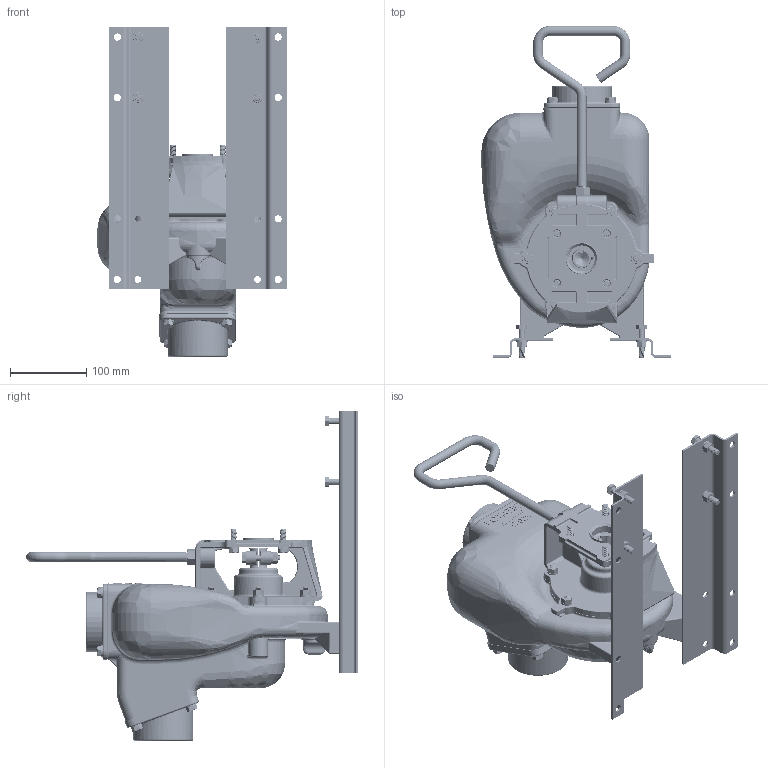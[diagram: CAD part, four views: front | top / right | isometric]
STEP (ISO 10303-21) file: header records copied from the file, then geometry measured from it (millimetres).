
FILE_DESCRIPTION(/* description */ ('2" PUMP HOUSING'),/* implementation_level */ '2;1');
FILE_NAME(/* name */ '200POIV.stp',/* time_stamp */ '2014-10-23T08:43:15-04:00',/* author */ ('mclevenger'),/* organization */ (''),/* preprocessor_version */ 'ST-DEVELOPER v15.2',/* originating_system */ 'Autodesk Inventor 2014',/* authorisation */ '');
FILE_SCHEMA (('AUTOMOTIVE_DESIGN { 1 0 10303 214 3 1 1 }'));
Products named in the file (35): 17026; 17004; V10118; 17040; V10119; 17033; 17011; 17008; 17000; 17002; 17135; 17023A; 17023B; 17029; 17123; 17042; 17006; 17014; 17017X; 17021; 17020; 18016; V07019; V07018; 17017; 17018; 17130; 17009B; 17010; 17019; 17034; 15022; 12777; UV15163V; 200POIV
Bounding box: 247.85 x 434.79 x 431.21 mm (x, y, z)
Volume: 2622722.1 mm3; surface area: 969154.3 mm2
Topology: 87 solids, 90 shells, 7145 faces, 16341 edges, 9374 vertices
Faces by surface type: cylinder 2556, cone 2078, plane 1270, bspline 846, torus 325, sphere 70
Full cylindrical faces by diameter (mm): 4.762 x3, 6.401 x16, 6.858 x2, 7.144 x1, 7.938 x10, 8.731 x8, 8.89 x4, 9.128 x12, 9.525 x18, 9.906 x1, 10.592 x1, 12.7 x7, 13.716 x2, 14.351 x2, 19.152 x1, 25.4 x4, 25.527 x1, 26.987 x1, 28.448 x1, 28.575 x2, 28.702 x1, 31.75 x1, 33.071 x2, 33.337 x2, 34.131 x1, 38.1 x1, 39.688 x1, 41.199 x1, 41.275 x2, 41.91 x1
Entity records: 169478 total; most frequent: CARTESIAN_POINT 82810, ORIENTED_EDGE 18350, DIRECTION 16441, EDGE_CURVE 9173, AXIS2_PLACEMENT_3D 6342, VERTEX_POINT 5616, EDGE_LOOP 4465, ADVANCED_FACE 3965
